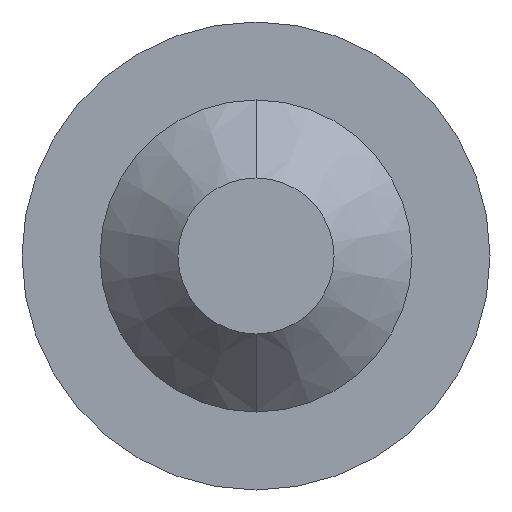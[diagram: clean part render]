
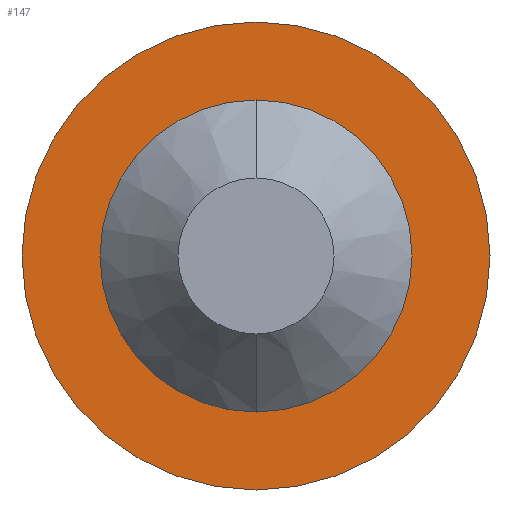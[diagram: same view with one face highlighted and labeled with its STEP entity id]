
A CAD part, front view. The second image highlights one B-rep face of the part: STEP entity #147.
In plain terms, the highlighted planar face has unit normal (0, -1, 0).
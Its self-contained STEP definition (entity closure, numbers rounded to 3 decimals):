
#6 = EDGE_CURVE ( 'Defeature ausgef�hrt1_1+Defeature ausgef�hrt1_2+Defeature ausgef�hrt1_2+Defeature ausgef�hrt1_2', #305, #497, #22, .T. ) ;
#10 = CARTESIAN_POINT ( 'NONE',  ( 0., 7., 0. ) ) ;
#22 = CIRCLE ( 'NONE', #159, 1.5 ) ;
#31 = AXIS2_PLACEMENT_3D ( 'NONE', #534, #158, #371 ) ;
#64 = CARTESIAN_POINT ( 'NONE',  ( 0., 7., 0. ) ) ;
#67 = FACE_OUTER_BOUND ( 'NONE', #401, .T. ) ;
#82 = ORIENTED_EDGE ( 'NONE', *, *, #6, .F. ) ;
#102 = EDGE_CURVE ( 'Defeature ausgef�hrt1_2+Defeature ausgef�hrt1_3+Defeature ausgef�hrt1_3+Defeature ausgef�hrt1_3', #247, #507, #314, .T. ) ;
#121 = AXIS2_PLACEMENT_3D ( 'NONE', #10, #173, #506 ) ;
#147 = ADVANCED_FACE ( 'Defeature ausgef�hrt1_2', ( #67, #359 ), #430, .F. ) ;
#152 = CARTESIAN_POINT ( 'NONE',  ( 0., 7., -1.5 ) ) ;
#158 = DIRECTION ( 'NONE',  ( 0., 1., 0. ) ) ;
#159 = AXIS2_PLACEMENT_3D ( 'NONE', #221, #302, #460 ) ;
#162 = ORIENTED_EDGE ( 'NONE', *, *, #443, .F. ) ;
#173 = DIRECTION ( 'NONE',  ( 0., 1., 0. ) ) ;
#184 = CARTESIAN_POINT ( 'NONE',  ( 0., 7., -1. ) ) ;
#195 = ORIENTED_EDGE ( 'NONE', *, *, #278, .T. ) ;
#214 = AXIS2_PLACEMENT_3D ( 'NONE', #64, #231, #397 ) ;
#220 = ORIENTED_EDGE ( 'NONE', *, *, #102, .T. ) ;
#221 = CARTESIAN_POINT ( 'NONE',  ( 0., 7., 0. ) ) ;
#231 = DIRECTION ( 'NONE',  ( 0., 1., 0. ) ) ;
#247 = VERTEX_POINT ( 'NONE', #184 ) ;
#269 = DIRECTION ( 'NONE',  ( 0., 1., 0. ) ) ;
#278 = EDGE_CURVE ( 'Defeature ausgef�hrt1_2+Defeature ausgef�hrt1_3+Defeature ausgef�hrt1_3+Defeature ausgef�hrt1_3', #507, #247, #381, .T. ) ;
#302 = DIRECTION ( 'NONE',  ( 0., 1., 0. ) ) ;
#305 = VERTEX_POINT ( 'NONE', #152 ) ;
#314 = CIRCLE ( 'NONE', #121, 1. ) ;
#331 = AXIS2_PLACEMENT_3D ( 'NONE', #352, #269, #394 ) ;
#352 = CARTESIAN_POINT ( 'NONE',  ( 1.5, 7., 0. ) ) ;
#359 = FACE_BOUND ( 'NONE', #386, .T. ) ;
#371 = DIRECTION ( 'NONE',  ( 0., 0., 1. ) ) ;
#381 = CIRCLE ( 'NONE', #214, 1. ) ;
#386 = EDGE_LOOP ( 'NONE', ( #195, #220 ) ) ;
#394 = DIRECTION ( 'NONE',  ( 0., 0., 1. ) ) ;
#397 = DIRECTION ( 'NONE',  ( 0., 0., 1. ) ) ;
#401 = EDGE_LOOP ( 'NONE', ( #162, #82 ) ) ;
#430 = PLANE ( 'NONE',  #331 ) ;
#443 = EDGE_CURVE ( 'Defeature ausgef�hrt1_1+Defeature ausgef�hrt1_2+Defeature ausgef�hrt1_2+Defeature ausgef�hrt1_2', #497, #305, #512, .T. ) ;
#460 = DIRECTION ( 'NONE',  ( 0., 0., 1. ) ) ;
#471 = CARTESIAN_POINT ( 'NONE',  ( 0., 7., 1.5 ) ) ;
#477 = CARTESIAN_POINT ( 'NONE',  ( 0., 7., 1. ) ) ;
#497 = VERTEX_POINT ( 'NONE', #471 ) ;
#506 = DIRECTION ( 'NONE',  ( 0., 0., 1. ) ) ;
#507 = VERTEX_POINT ( 'NONE', #477 ) ;
#512 = CIRCLE ( 'NONE', #31, 1.5 ) ;
#534 = CARTESIAN_POINT ( 'NONE',  ( 0., 7., 0. ) ) ;
